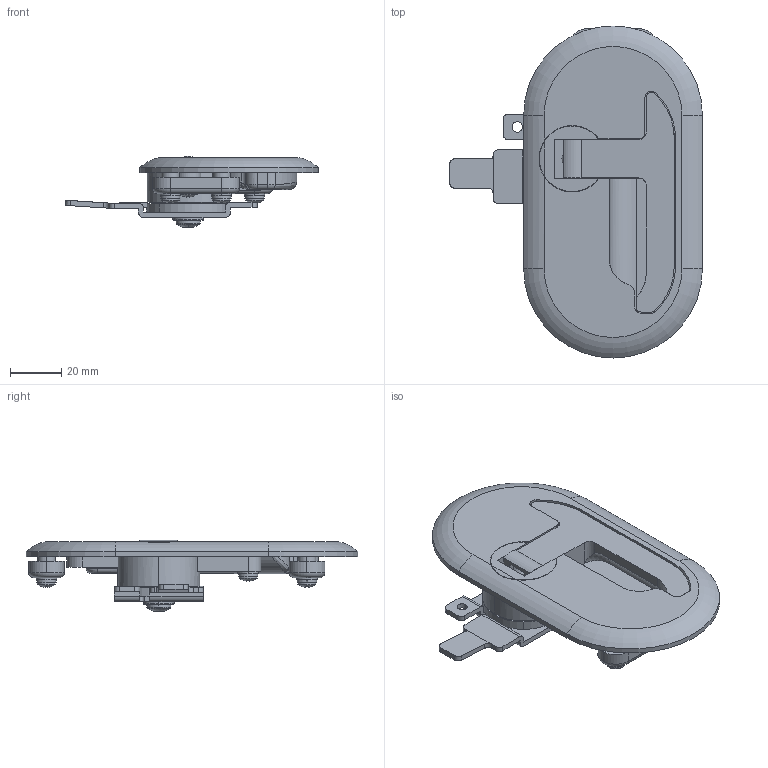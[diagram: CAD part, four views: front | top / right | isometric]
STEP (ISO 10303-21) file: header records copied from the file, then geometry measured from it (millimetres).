
FILE_DESCRIPTION (( 'STEP AP203' ), '1' );
FILE_NAME ('sone3D.STEP', '2016-01-15T07:10:01', ( '' ), ( '' ), 'SwSTEP 2.0', 'SolidWorks 2012', '' );
FILE_SCHEMA (( 'CONFIG_CONTROL_DESIGN' ));
Length unit declared in the file: millimetre
Products named in the file (14): sone3D; 廫帤寠晅嶮偹偠M3_M3亊L4; A-234M4ネジ; 平ワッシャーM4小型丸_JIS B 1256 Small circular 4; スプリングワッシャーM4_JIS B 1251 No.2 5; 廫帤寠晅側傋偹偠M4_M4亊8; TPねじM5_M5×6; A-234カムプレート_; A-234取付け金具_; A-234僴儞僪儖儂儖僟乕_; A-234ƒnƒ“ƒhƒ‹ƒVƒƒƒtƒg_; A-234僴儞僪儖__A-234-2; A-234セットプレート_; A-234本体_
Assembly tree (19 placements, depth 3):
  sone3D
    A-234本体_
    A-234セットプレート_
    A-234僴儞僪儖__A-234-2
    A-234ƒnƒ“ƒhƒ‹ƒVƒƒƒtƒg_
    A-234僴儞僪儖儂儖僟乕_
    A-234取付け金具_  x2
    A-234カムプレート_
    TPねじM5_M5×6
    A-234M4ネジ  x5
      廫帤寠晅側傋偹偠M4_M4亊8
      スプリングワッシャーM4_JIS B 1251 No.2 5
      平ワッシャーM4小型丸_JIS B 1256 Small circular 4
    廫帤寠晅嶮偹偠M3_M3亊L4  x2
Bounding box: 99 x 130 x 27.93 mm (x, y, z)
Volume: 56447.3 mm3; surface area: 47499.7 mm2
Topology: 26 solids, 26 shells, 644 faces, 1595 edges, 1033 vertices
Faces by surface type: plane 312, cylinder 242, cone 36, torus 35, sphere 13, bspline 6
Entity records: 16252 total; most frequent: CARTESIAN_POINT 3245, DIRECTION 2522, ORIENTED_EDGE 2300, EDGE_CURVE 1150, AXIS2_PLACEMENT_3D 959, VERTEX_POINT 743, LINE 604, VECTOR 604
